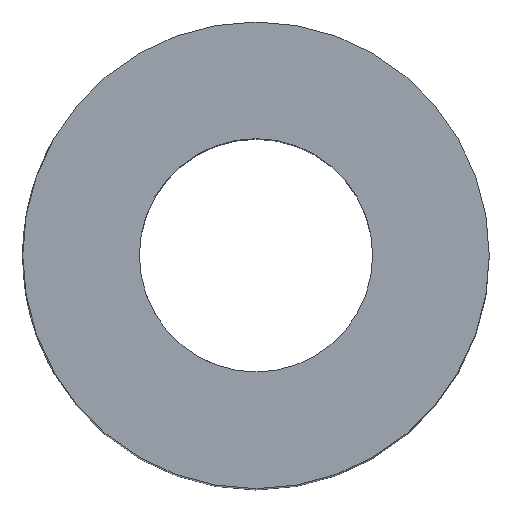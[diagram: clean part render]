
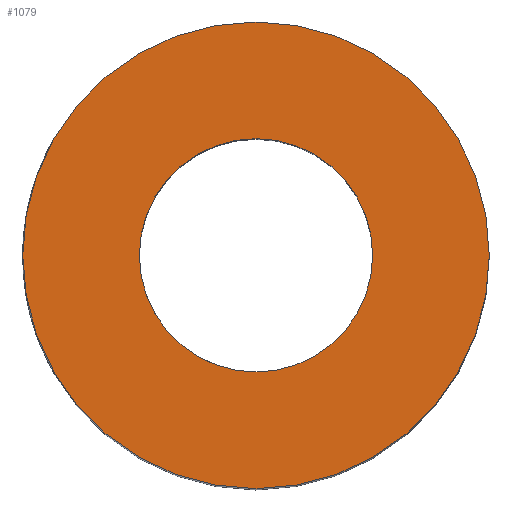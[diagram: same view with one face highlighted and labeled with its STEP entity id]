
A CAD part, top view. The second image highlights one B-rep face of the part: STEP entity #1079.
In plain terms, the highlighted planar face has unit normal (0, 0, 1).
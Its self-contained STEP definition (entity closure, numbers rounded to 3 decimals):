
#24 = VERTEX_POINT('',#25);
#25 = CARTESIAN_POINT('',(3.,0.,10.));
#32 = CYLINDRICAL_SURFACE('',#33,3.);
#33 = AXIS2_PLACEMENT_3D('',#34,#35,#36);
#34 = CARTESIAN_POINT('',(0.,0.,0.));
#35 = DIRECTION('',(-0.,-0.,-1.));
#36 = DIRECTION('',(1.,0.,0.));
#83 = EDGE_CURVE('',#24,#24,#84,.T.);
#84 = SURFACE_CURVE('',#85,(#90,#97),.PCURVE_S1.);
#85 = CIRCLE('',#86,3.);
#86 = AXIS2_PLACEMENT_3D('',#87,#88,#89);
#87 = CARTESIAN_POINT('',(0.,0.,10.));
#88 = DIRECTION('',(0.,0.,1.));
#89 = DIRECTION('',(1.,0.,0.));
#90 = PCURVE('',#32,#91);
#91 = DEFINITIONAL_REPRESENTATION('',(#92),#96);
#92 = LINE('',#93,#94);
#93 = CARTESIAN_POINT('',(-0.,-10.));
#94 = VECTOR('',#95,1.);
#95 = DIRECTION('',(-1.,0.));
#96 = ( GEOMETRIC_REPRESENTATION_CONTEXT(2) 
PARAMETRIC_REPRESENTATION_CONTEXT() REPRESENTATION_CONTEXT('2D SPACE',''
  ) );
#97 = PCURVE('',#98,#103);
#98 = PLANE('',#99);
#99 = AXIS2_PLACEMENT_3D('',#100,#101,#102);
#100 = CARTESIAN_POINT('',(3.,0.,10.));
#101 = DIRECTION('',(0.,0.,-1.));
#102 = DIRECTION('',(-1.,0.,0.));
#103 = DEFINITIONAL_REPRESENTATION('',(#104),#112);
#104 = ( BOUNDED_CURVE() B_SPLINE_CURVE(2,(#105,#106,#107,#108,#109,#110
,#111),.UNSPECIFIED.,.F.,.F.) B_SPLINE_CURVE_WITH_KNOTS((1,2,2,2,2,1),(
    -2.094,0.,2.094,4.189,6.283,
8.378),.UNSPECIFIED.) CURVE() GEOMETRIC_REPRESENTATION_ITEM() 
RATIONAL_B_SPLINE_CURVE((1.,0.5,1.,0.5,1.,0.5,1.)) REPRESENTATION_ITEM(
  '') );
#105 = CARTESIAN_POINT('',(0.,0.));
#106 = CARTESIAN_POINT('',(0.,5.196));
#107 = CARTESIAN_POINT('',(4.5,2.598));
#108 = CARTESIAN_POINT('',(9.,0.));
#109 = CARTESIAN_POINT('',(4.5,-2.598));
#110 = CARTESIAN_POINT('',(0.,-5.196));
#111 = CARTESIAN_POINT('',(0.,0.));
#112 = ( GEOMETRIC_REPRESENTATION_CONTEXT(2) 
PARAMETRIC_REPRESENTATION_CONTEXT() REPRESENTATION_CONTEXT('2D SPACE',''
  ) );
#1079 = ADVANCED_FACE('',(#1080,#1083),#98,.F.);
#1080 = FACE_BOUND('',#1081,.F.);
#1081 = EDGE_LOOP('',(#1082));
#1082 = ORIENTED_EDGE('',*,*,#83,.F.);
#1083 = FACE_BOUND('',#1084,.F.);
#1084 = EDGE_LOOP('',(#1085));
#1085 = ORIENTED_EDGE('',*,*,#1086,.T.);
#1086 = EDGE_CURVE('',#1087,#1087,#1089,.T.);
#1087 = VERTEX_POINT('',#1088);
#1088 = CARTESIAN_POINT('',(1.5,0.,10.));
#1089 = SURFACE_CURVE('',#1090,(#1095,#1106),.PCURVE_S1.);
#1090 = CIRCLE('',#1091,1.5);
#1091 = AXIS2_PLACEMENT_3D('',#1092,#1093,#1094);
#1092 = CARTESIAN_POINT('',(0.,0.,10.));
#1093 = DIRECTION('',(0.,0.,1.));
#1094 = DIRECTION('',(1.,0.,0.));
#1095 = PCURVE('',#98,#1096);
#1096 = DEFINITIONAL_REPRESENTATION('',(#1097),#1105);
#1097 = ( BOUNDED_CURVE() B_SPLINE_CURVE(2,(#1098,#1099,#1100,#1101,
#1102,#1103,#1104),.UNSPECIFIED.,.T.,.F.) B_SPLINE_CURVE_WITH_KNOTS((1,2
    ,2,2,2,1),(-2.094,0.,2.094,4.189,
6.283,8.378),.UNSPECIFIED.) CURVE() 
GEOMETRIC_REPRESENTATION_ITEM() RATIONAL_B_SPLINE_CURVE((1.,0.5,1.,0.5,
1.,0.5,1.)) REPRESENTATION_ITEM('') );
#1098 = CARTESIAN_POINT('',(1.5,0.));
#1099 = CARTESIAN_POINT('',(1.5,2.598));
#1100 = CARTESIAN_POINT('',(3.75,1.299));
#1101 = CARTESIAN_POINT('',(6.,0.));
#1102 = CARTESIAN_POINT('',(3.75,-1.299));
#1103 = CARTESIAN_POINT('',(1.5,-2.598));
#1104 = CARTESIAN_POINT('',(1.5,0.));
#1105 = ( GEOMETRIC_REPRESENTATION_CONTEXT(2) 
PARAMETRIC_REPRESENTATION_CONTEXT() REPRESENTATION_CONTEXT('2D SPACE',''
  ) );
#1106 = PCURVE('',#1107,#1112);
#1107 = CYLINDRICAL_SURFACE('',#1108,1.5);
#1108 = AXIS2_PLACEMENT_3D('',#1109,#1110,#1111);
#1109 = CARTESIAN_POINT('',(0.,0.,5.));
#1110 = DIRECTION('',(0.,0.,1.));
#1111 = DIRECTION('',(1.,0.,0.));
#1112 = DEFINITIONAL_REPRESENTATION('',(#1113),#1117);
#1113 = LINE('',#1114,#1115);
#1114 = CARTESIAN_POINT('',(0.,5.));
#1115 = VECTOR('',#1116,1.);
#1116 = DIRECTION('',(1.,0.));
#1117 = ( GEOMETRIC_REPRESENTATION_CONTEXT(2) 
PARAMETRIC_REPRESENTATION_CONTEXT() REPRESENTATION_CONTEXT('2D SPACE',''
  ) );
